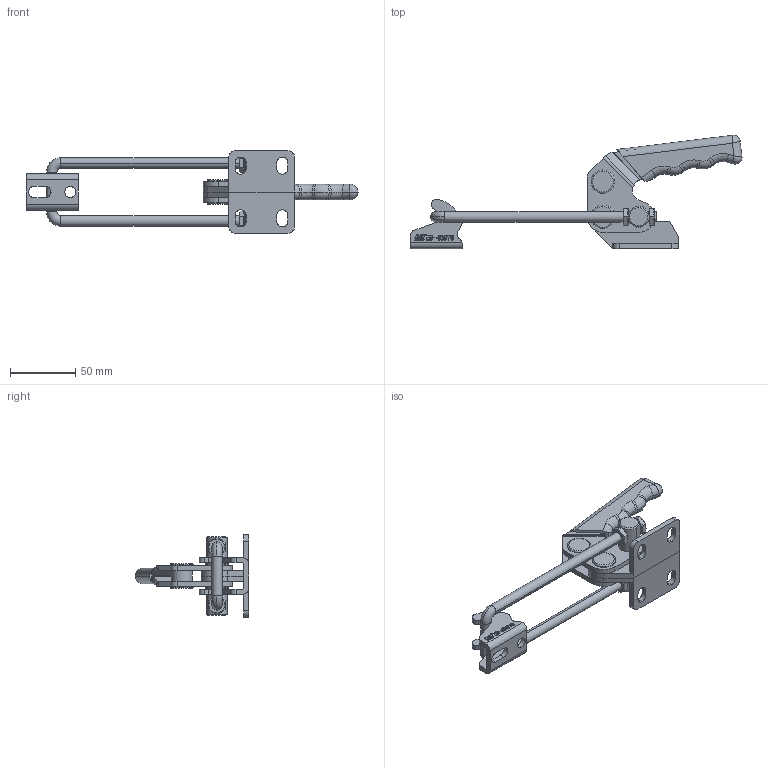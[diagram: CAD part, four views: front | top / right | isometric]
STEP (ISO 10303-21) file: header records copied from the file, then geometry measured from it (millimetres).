
FILE_DESCRIPTION (( 'STEP AP203' ), '1' );
FILE_NAME ('HS-40870 装配体.STEP', '2018-12-07T06:56:51', ( 'PCOS' ), ( '微软中国' ), 'SwSTEP 2.0', 'SolidWorks 2012', '' );
FILE_SCHEMA (( 'CONFIG_CONTROL_DESIGN' ));
Length unit declared in the file: millimetre
Products named in the file (10): HS-40870 蚾饜极; hex thin nuts-grades ab-chamfered gb_GB_FASTENER_NUT_STNAB M8-N; 挴裝; 种粣; 种; 忒梟酘; 忒梟衵; 忒參; 縐諶; 菁釱
Assembly tree (13 placements, depth 2):
  HS-40870 蚾饜极
    菁釱
    縐諶
    忒參
    忒梟衵
    忒梟酘
    种  x2
    种粣
    挴裝
    hex thin nuts-grades ab-chamfered gb_GB_FASTENER_NUT_STNAB M8-N  x4
Bounding box: 255.21 x 87.22 x 63.5 mm (x, y, z)
Volume: 106266.9 mm3; surface area: 55241.7 mm2
Topology: 14 solids, 14 shells, 683 faces, 1764 edges, 1140 vertices
Faces by surface type: plane 304, cylinder 174, bspline 143, cone 40, torus 22
Entity records: 26327 total; most frequent: CARTESIAN_POINT 10692, ORIENTED_EDGE 3228, DIRECTION 2605, EDGE_CURVE 1614, VERTEX_POINT 1052, LINE 935, VECTOR 935, AXIS2_PLACEMENT_3D 835
